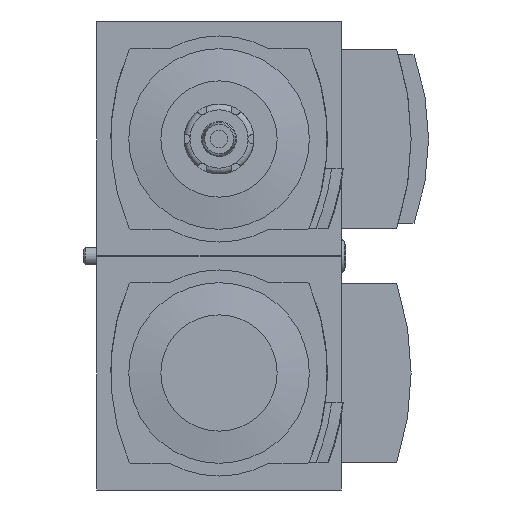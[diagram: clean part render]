
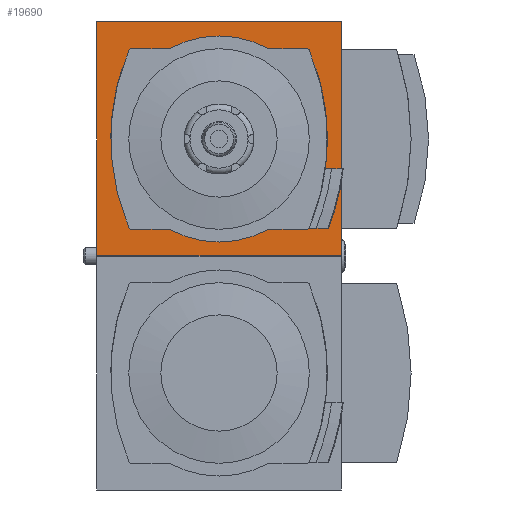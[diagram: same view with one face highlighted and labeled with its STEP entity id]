
A CAD part, front view. The second image highlights one B-rep face of the part: STEP entity #19690.
In plain terms, the highlighted planar face has unit normal (0, -1, 0).
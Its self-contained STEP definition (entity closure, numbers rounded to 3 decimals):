
#230=PLANE('',#20596);
#749=LINE('',#26015,#2267);
#855=LINE('',#26237,#2373);
#870=LINE('',#26275,#2388);
#918=LINE('',#26438,#2436);
#1035=LINE('',#26786,#2553);
#1036=LINE('',#26790,#2554);
#1037=LINE('',#26798,#2555);
#1038=LINE('',#26802,#2556);
#1039=LINE('',#26808,#2557);
#1040=LINE('',#26812,#2558);
#2267=VECTOR('',#21816,1000.);
#2373=VECTOR('',#21988,1000.);
#2388=VECTOR('',#22017,1000.);
#2436=VECTOR('',#22129,1000.);
#2553=VECTOR('',#22392,1000.);
#2554=VECTOR('',#22395,1000.);
#2555=VECTOR('',#22402,1000.);
#2556=VECTOR('',#22405,1000.);
#2557=VECTOR('',#22410,1000.);
#2558=VECTOR('',#22413,1000.);
#4454=ORIENTED_EDGE('',*,*,#8388,.F.);
#4455=ORIENTED_EDGE('',*,*,#8480,.F.);
#4456=ORIENTED_EDGE('',*,*,#8408,.F.);
#4457=ORIENTED_EDGE('',*,*,#8274,.F.);
#4458=ORIENTED_EDGE('',*,*,#8646,.T.);
#4459=ORIENTED_EDGE('',*,*,#8647,.T.);
#4460=ORIENTED_EDGE('',*,*,#8648,.T.);
#4461=ORIENTED_EDGE('',*,*,#8649,.T.);
#4462=ORIENTED_EDGE('',*,*,#8650,.T.);
#4463=ORIENTED_EDGE('',*,*,#8651,.T.);
#4464=ORIENTED_EDGE('',*,*,#8652,.T.);
#4465=ORIENTED_EDGE('',*,*,#8653,.T.);
#4466=ORIENTED_EDGE('',*,*,#8654,.T.);
#4467=ORIENTED_EDGE('',*,*,#8655,.T.);
#4468=ORIENTED_EDGE('',*,*,#8656,.T.);
#4469=ORIENTED_EDGE('',*,*,#8657,.T.);
#4470=ORIENTED_EDGE('',*,*,#8658,.T.);
#4471=ORIENTED_EDGE('',*,*,#8659,.F.);
#4472=ORIENTED_EDGE('',*,*,#8660,.T.);
#8274=EDGE_CURVE('',#10434,#10435,#749,.T.);
#8388=EDGE_CURVE('',#10517,#10434,#855,.T.);
#8408=EDGE_CURVE('',#10435,#10534,#870,.T.);
#8480=EDGE_CURVE('',#10534,#10517,#918,.T.);
#8646=EDGE_CURVE('',#10736,#10737,#11910,.T.);
#8647=EDGE_CURVE('',#10737,#10738,#1035,.T.);
#8648=EDGE_CURVE('',#10738,#10739,#11911,.T.);
#8649=EDGE_CURVE('',#10739,#10740,#1036,.T.);
#8650=EDGE_CURVE('',#10740,#10741,#11912,.T.);
#8651=EDGE_CURVE('',#10741,#10742,#11913,.T.);
#8652=EDGE_CURVE('',#10742,#10743,#11914,.T.);
#8653=EDGE_CURVE('',#10743,#10744,#1037,.T.);
#8654=EDGE_CURVE('',#10744,#10745,#11915,.T.);
#8655=EDGE_CURVE('',#10745,#10746,#1038,.T.);
#8656=EDGE_CURVE('',#10746,#10747,#11916,.T.);
#8657=EDGE_CURVE('',#10747,#10748,#11917,.T.);
#8658=EDGE_CURVE('',#10748,#10749,#1039,.T.);
#8659=EDGE_CURVE('',#10750,#10749,#11918,.T.);
#8660=EDGE_CURVE('',#10750,#10736,#1040,.T.);
#10434=VERTEX_POINT('',#26014);
#10435=VERTEX_POINT('',#26016);
#10517=VERTEX_POINT('',#26236);
#10534=VERTEX_POINT('',#26276);
#10736=VERTEX_POINT('',#26784);
#10737=VERTEX_POINT('',#26785);
#10738=VERTEX_POINT('',#26787);
#10739=VERTEX_POINT('',#26789);
#10740=VERTEX_POINT('',#26791);
#10741=VERTEX_POINT('',#26793);
#10742=VERTEX_POINT('',#26795);
#10743=VERTEX_POINT('',#26797);
#10744=VERTEX_POINT('',#26799);
#10745=VERTEX_POINT('',#26801);
#10746=VERTEX_POINT('',#26803);
#10747=VERTEX_POINT('',#26805);
#10748=VERTEX_POINT('',#26807);
#10749=VERTEX_POINT('',#26809);
#10750=VERTEX_POINT('',#26811);
#11910=CIRCLE('',#20597,0.3);
#11911=CIRCLE('',#20598,17.7);
#11912=CIRCLE('',#20599,0.3);
#11913=CIRCLE('',#20600,38.9);
#11914=CIRCLE('',#20601,0.3);
#11915=CIRCLE('',#20602,17.7);
#11916=CIRCLE('',#20603,0.3);
#11917=CIRCLE('',#20604,38.9);
#11918=CIRCLE('',#20605,39.95);
#12366=EDGE_LOOP('',(#4454,#4455,#4456,#4457));
#12367=EDGE_LOOP('',(#4458,#4459,#4460,#4461,#4462,#4463,#4464,#4465,#4466,
#4467,#4468,#4469,#4470,#4471,#4472));
#13274=FACE_BOUND('',#12366,.T.);
#13275=FACE_BOUND('',#12367,.T.);
#19690=ADVANCED_FACE('',(#13274,#13275),#230,.F.);
#20596=AXIS2_PLACEMENT_3D('',#26782,#22388,#22389);
#20597=AXIS2_PLACEMENT_3D('',#26783,#22390,#22391);
#20598=AXIS2_PLACEMENT_3D('',#26788,#22393,#22394);
#20599=AXIS2_PLACEMENT_3D('',#26792,#22396,#22397);
#20600=AXIS2_PLACEMENT_3D('',#26794,#22398,#22399);
#20601=AXIS2_PLACEMENT_3D('',#26796,#22400,#22401);
#20602=AXIS2_PLACEMENT_3D('',#26800,#22403,#22404);
#20603=AXIS2_PLACEMENT_3D('',#26804,#22406,#22407);
#20604=AXIS2_PLACEMENT_3D('',#26806,#22408,#22409);
#20605=AXIS2_PLACEMENT_3D('',#26810,#22411,#22412);
#21816=DIRECTION('',(0.,0.,1.));
#21988=DIRECTION('',(-1.,0.,0.));
#22017=DIRECTION('',(1.,0.,0.));
#22129=DIRECTION('',(0.,0.,-1.));
#22388=DIRECTION('',(0.,1.,0.));
#22389=DIRECTION('',(0.,0.,1.));
#22390=DIRECTION('',(0.,1.,0.));
#22391=DIRECTION('',(1.,0.,0.));
#22392=DIRECTION('',(-1.,0.,0.));
#22393=DIRECTION('',(0.,1.,0.));
#22394=DIRECTION('',(1.,0.,0.));
#22395=DIRECTION('',(-1.,0.,0.));
#22396=DIRECTION('',(0.,1.,0.));
#22397=DIRECTION('',(1.,0.,0.));
#22398=DIRECTION('',(0.,1.,0.));
#22399=DIRECTION('',(1.,0.,0.));
#22400=DIRECTION('',(0.,1.,0.));
#22401=DIRECTION('',(1.,0.,0.));
#22402=DIRECTION('',(1.,0.,0.));
#22403=DIRECTION('',(0.,1.,0.));
#22404=DIRECTION('',(1.,0.,0.));
#22405=DIRECTION('',(1.,0.,0.));
#22406=DIRECTION('',(0.,1.,0.));
#22407=DIRECTION('',(1.,0.,0.));
#22408=DIRECTION('',(0.,1.,0.));
#22409=DIRECTION('',(1.,0.,0.));
#22410=DIRECTION('',(1.,0.,0.));
#22411=DIRECTION('',(0.,-1.,0.));
#22412=DIRECTION('',(0.,0.,-1.));
#22413=DIRECTION('',(-1.,0.,0.));
#26014=CARTESIAN_POINT('',(-21.,-31.5,-20.1));
#26015=CARTESIAN_POINT('',(-21.,-31.5,-20.1));
#26016=CARTESIAN_POINT('',(-21.,-31.5,20.1));
#26236=CARTESIAN_POINT('',(21.,-31.5,-20.1));
#26237=CARTESIAN_POINT('',(21.,-31.5,-20.1));
#26275=CARTESIAN_POINT('',(-21.,-31.5,20.1));
#26276=CARTESIAN_POINT('',(21.,-31.5,20.1));
#26438=CARTESIAN_POINT('',(21.,-31.5,20.1));
#26782=CARTESIAN_POINT('',(0.,-31.5,0.));
#26783=CARTESIAN_POINT('',(15.181,-31.5,-15.2));
#26784=CARTESIAN_POINT('',(15.442,-31.5,-15.349));
#26785=CARTESIAN_POINT('',(15.181,-31.5,-15.5));
#26786=CARTESIAN_POINT('',(14.091,-31.5,-15.5));
#26787=CARTESIAN_POINT('',(8.546,-31.5,-15.5));
#26788=CARTESIAN_POINT('',(0.,-31.5,0.));
#26789=CARTESIAN_POINT('',(-8.546,-31.5,-15.5));
#26790=CARTESIAN_POINT('',(-8.546,-31.5,-15.5));
#26791=CARTESIAN_POINT('',(-15.181,-31.5,-15.5));
#26792=CARTESIAN_POINT('',(-15.181,-31.5,-15.2));
#26793=CARTESIAN_POINT('',(-15.457,-31.5,-15.318));
#26794=CARTESIAN_POINT('',(20.3,-31.5,0.));
#26795=CARTESIAN_POINT('',(-15.457,-31.5,15.318));
#26796=CARTESIAN_POINT('',(-15.181,-31.5,15.2));
#26797=CARTESIAN_POINT('',(-15.181,-31.5,15.5));
#26798=CARTESIAN_POINT('',(-15.181,-31.5,15.5));
#26799=CARTESIAN_POINT('',(-8.546,-31.5,15.5));
#26800=CARTESIAN_POINT('',(0.,-31.5,0.));
#26801=CARTESIAN_POINT('',(8.546,-31.5,15.5));
#26802=CARTESIAN_POINT('',(8.546,-31.5,15.5));
#26803=CARTESIAN_POINT('',(15.181,-31.5,15.5));
#26804=CARTESIAN_POINT('',(15.181,-31.5,15.2));
#26805=CARTESIAN_POINT('',(15.457,-31.5,15.318));
#26806=CARTESIAN_POINT('',(-20.3,-31.5,0.));
#26807=CARTESIAN_POINT('',(18.259,-31.5,-5.142));
#26808=CARTESIAN_POINT('',(17.25,-31.5,-5.142));
#26809=CARTESIAN_POINT('',(19.337,-31.5,-5.142));
#26810=CARTESIAN_POINT('',(-20.3,-31.5,-0.15));
#26811=CARTESIAN_POINT('',(16.646,-31.5,-15.349));
#26812=CARTESIAN_POINT('',(30.,-31.5,-15.349));
